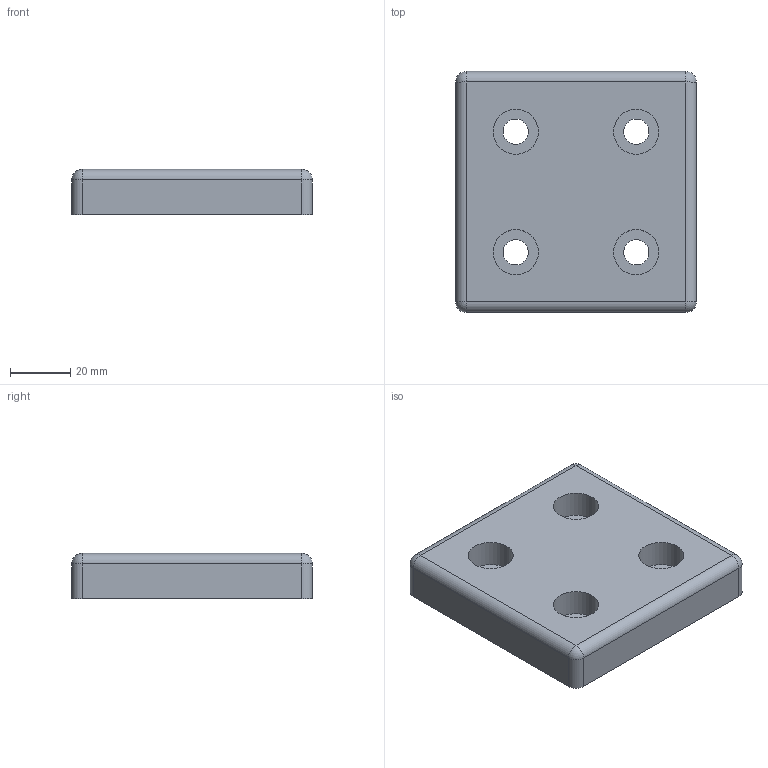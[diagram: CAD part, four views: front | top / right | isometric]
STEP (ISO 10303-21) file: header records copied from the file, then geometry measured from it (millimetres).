
FILE_DESCRIPTION((''),'2;1');
FILE_NAME('SD0120N.stp','2009-08-10T15:12:14',('teddy iii'),(''),'Autodesk Inventor 11','Autodesk Inventor 11','');
FILE_SCHEMA(('AUTOMOTIVE_DESIGN { 1 0 10303 214 1 1 1 1 }'));
Length unit declared in the file: millimetre
Products named in the file (1): SD0120N
Bounding box: 80 x 80 x 15 mm (x, y, z)
Volume: 86451.2 mm3; surface area: 19705 mm2
Topology: 1 solids, 1 shells, 112 faces, 304 edges, 196 vertices
Faces by surface type: cylinder 64, plane 32, bspline 12, sphere 4
Entity records: 3655 total; most frequent: CARTESIAN_POINT 749, DIRECTION 638, ORIENTED_EDGE 584, EDGE_CURVE 292, AXIS2_PLACEMENT_3D 245, VERTEX_POINT 196, VECTOR 148, LINE 148
